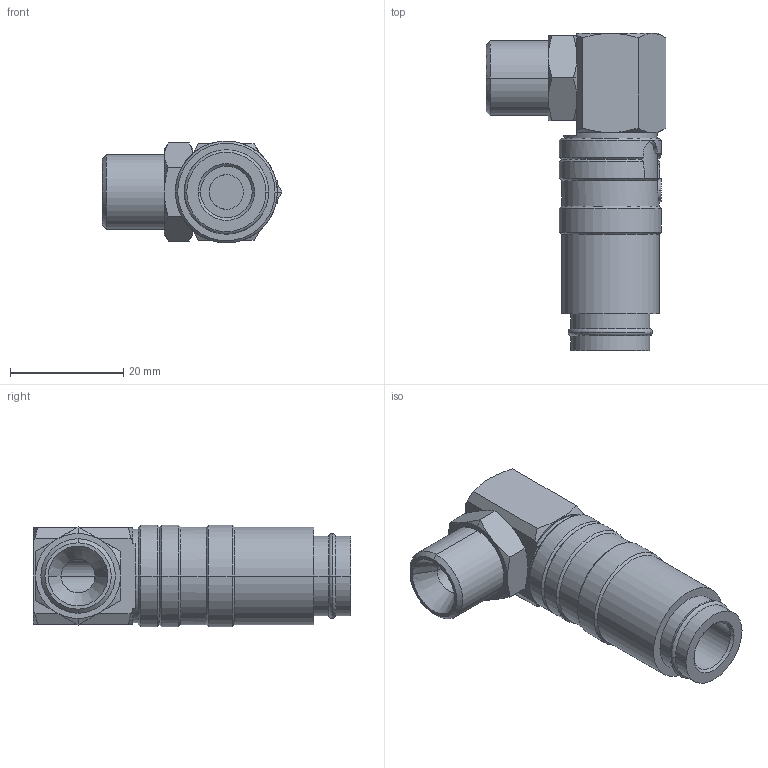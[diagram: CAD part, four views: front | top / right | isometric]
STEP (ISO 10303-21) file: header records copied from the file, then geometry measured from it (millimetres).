
FILE_DESCRIPTION(('STEP AP214'),'1');
FILE_NAME('eshmte14al90.stp','2020-04-22T06:06:53',('TraceParts'),('TraceParts S.A.'),'Spatial InterOp 3D',' ',' ');
FILE_SCHEMA(('automotive_design'));
Length unit declared in the file: millimetre
Products named in the file (1): 1
Bounding box: 31.77 x 56 x 18 mm (x, y, z)
Volume: 12261.3 mm3; surface area: 5821 mm2
Topology: 1 solids, 1 shells, 115 faces, 279 edges, 170 vertices
Faces by surface type: cone 46, plane 33, cylinder 32, torus 4
Entity records: 4797 total; most frequent: CARTESIAN_POINT 1302, ORIENTED_EDGE 558, DIRECTION 532, EDGE_CURVE 279, AXIS2_PLACEMENT_3D 215, VERTEX_POINT 170, EDGE_LOOP 121, STYLED_ITEM 115
